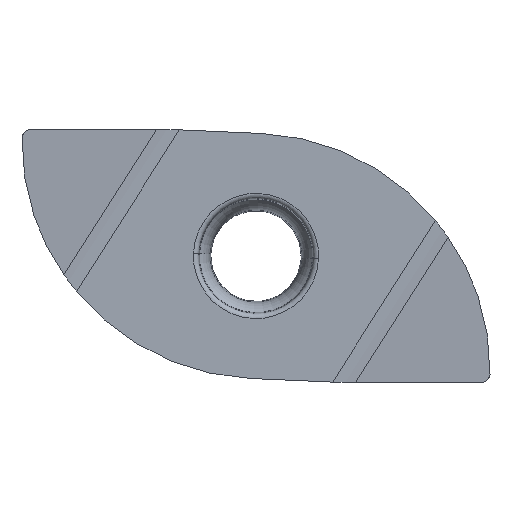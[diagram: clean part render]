
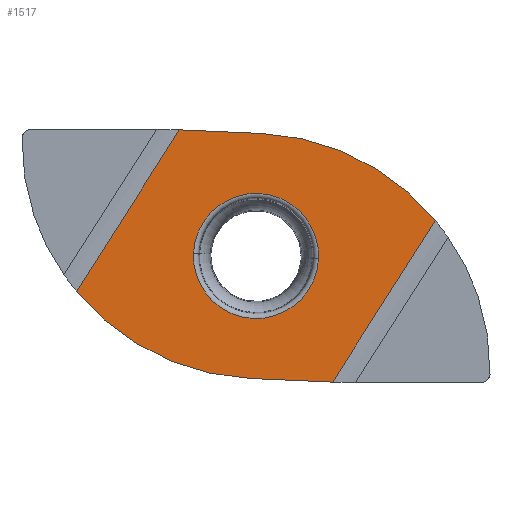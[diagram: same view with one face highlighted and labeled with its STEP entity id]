
A CAD part, top view. The second image highlights one B-rep face of the part: STEP entity #1517.
In plain terms, the highlighted planar face has unit normal (0, 0, 1).
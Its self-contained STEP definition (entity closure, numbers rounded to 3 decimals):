
#16=CARTESIAN_POINT('',(-0.21,-4.613,
0.));
#17=DIRECTION('',(0.,0.,-1.));
#18=DIRECTION('',(0.045,0.999,0.));
#19=AXIS2_PLACEMENT_3D('',#16,#17,#18);
#25=DIRECTION('',(-0.538,-0.843,0.));
#26=VECTOR('',#25,7.61);
#27=CARTESIAN_POINT('',(7.133,1.403,0.));
#28=LINE('',#27,#26);
#32=DIRECTION('',(-0.999,0.044,0.));
#33=VECTOR('',#32,3.265);
#34=CARTESIAN_POINT('',(3.042,-5.013,0.));
#35=LINE('',#34,#33);
#39=CARTESIAN_POINT('',(0.21,4.613,0.));
#40=DIRECTION('',(0.,0.,-1.));
#41=DIRECTION('',(-0.045,-0.999,0.));
#42=AXIS2_PLACEMENT_3D('',#39,#40,#41);
#47=DIRECTION('',(0.538,0.843,0.));
#48=VECTOR('',#47,7.61);
#49=CARTESIAN_POINT('',(-7.133,-1.403,
0.));
#50=LINE('',#49,#48);
#54=DIRECTION('',(0.999,-0.044,0.));
#55=VECTOR('',#54,3.265);
#56=CARTESIAN_POINT('',(-3.042,5.013,0.));
#57=LINE('',#56,#55);
#61=CARTESIAN_POINT('',(0.,0.,0.));
#62=DIRECTION('',(0.,0.,1.));
#63=DIRECTION('',(-0.999,0.044,0.));
#64=AXIS2_PLACEMENT_3D('',#61,#62,#63);
#69=CARTESIAN_POINT('',(0.,0.,0.));
#70=DIRECTION('',(0.,0.,1.));
#71=DIRECTION('',(0.999,-0.044,0.));
#72=AXIS2_PLACEMENT_3D('',#69,#70,#71);
#1361=CARTESIAN_POINT('',(-2.485,0.109,
0.));
#1362=CARTESIAN_POINT('',(2.485,-0.109,
0.));
#1363=VERTEX_POINT('',#1361);
#1364=VERTEX_POINT('',#1362);
#1365=CARTESIAN_POINT('',(0.22,4.87,
0.));
#1366=CARTESIAN_POINT('',(7.133,1.403,
0.));
#1367=VERTEX_POINT('',#1365);
#1368=VERTEX_POINT('',#1366);
#1369=CARTESIAN_POINT('',(3.042,-5.013,
0.));
#1370=VERTEX_POINT('',#1369);
#1371=CARTESIAN_POINT('',(-0.22,-4.87,
0.));
#1372=VERTEX_POINT('',#1371);
#1373=CARTESIAN_POINT('',(-7.133,-1.403,
0.));
#1374=VERTEX_POINT('',#1373);
#1375=CARTESIAN_POINT('',(-3.042,5.013,
0.));
#1376=VERTEX_POINT('',#1375);
#1492=CARTESIAN_POINT('',(0.,0.,0.));
#1493=DIRECTION('',(0.,0.,1.));
#1494=DIRECTION('',(0.999,-0.041,0.));
#1495=AXIS2_PLACEMENT_3D('',#1492,#1493,#1494);
#1496=PLANE('',#1495);
#1498=ORIENTED_EDGE('',*,*,#1497,.T.);
#1500=ORIENTED_EDGE('',*,*,#1499,.T.);
#1502=ORIENTED_EDGE('',*,*,#1501,.T.);
#1504=ORIENTED_EDGE('',*,*,#1503,.T.);
#1506=ORIENTED_EDGE('',*,*,#1505,.T.);
#1508=ORIENTED_EDGE('',*,*,#1507,.T.);
#1509=EDGE_LOOP('',(#1498,#1500,#1502,#1504,#1506,#1508));
#1510=FACE_OUTER_BOUND('',#1509,.F.);
#1512=ORIENTED_EDGE('',*,*,#1511,.T.);
#1514=ORIENTED_EDGE('',*,*,#1513,.T.);
#1515=EDGE_LOOP('',(#1512,#1514));
#1516=FACE_BOUND('',#1515,.F.);
#20=CIRCLE('',#19,9.493);
#43=CIRCLE('',#42,9.493);
#65=CIRCLE('',#64,2.487);
#73=CIRCLE('',#72,2.487);
#1497=EDGE_CURVE('',#1367,#1368,#20,.T.);
#1499=EDGE_CURVE('',#1368,#1370,#28,.T.);
#1501=EDGE_CURVE('',#1370,#1372,#35,.T.);
#1503=EDGE_CURVE('',#1372,#1374,#43,.T.);
#1505=EDGE_CURVE('',#1374,#1376,#50,.T.);
#1507=EDGE_CURVE('',#1376,#1367,#57,.T.);
#1511=EDGE_CURVE('',#1363,#1364,#65,.T.);
#1513=EDGE_CURVE('',#1364,#1363,#73,.T.);
#1517=ADVANCED_FACE('',(#1510,#1516),#1496,.T.);
